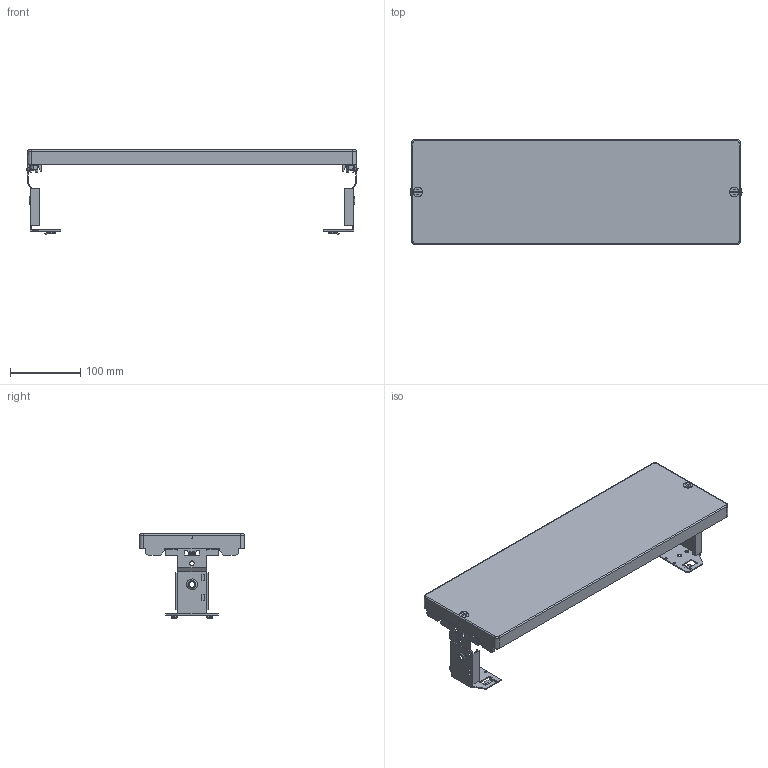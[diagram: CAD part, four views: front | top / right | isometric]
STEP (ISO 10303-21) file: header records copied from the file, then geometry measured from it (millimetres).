
FILE_DESCRIPTION((''),'2;1');
FILE_NAME('GW46427F_ASM','2021-04-09T10:10:45',('User'),('Axiro Italia'),'CREO PARAMETRIC BY PTC INC, 2020354','CREO PARAMETRIC BY PTC INC, 2020354','');
FILE_SCHEMA(('CONFIG_CONTROL_DESIGN'));
Length unit declared in the file: millimetre
Products named in the file (4): 55711006_B2XX_MOTRINA_CIECA_24M; 55718951FXXX_STAFFA_X_SUPP_GUID; STAFFE_27_ASM; GW46427F_ASM
Assembly tree (4 placements, depth 3):
  GW46427F_ASM
    55711006_B2XX_MOTRINA_CIECA_24M
    STAFFE_27_ASM
      55718951FXXX_STAFFA_X_SUPP_GUID  x2
Bounding box: 470.99 x 149 x 119.87 mm (x, y, z)
Volume: 305486.4 mm3; surface area: 229571.8 mm2
Topology: 3 solids, 3 shells, 540 faces, 1528 edges, 1006 vertices
Faces by surface type: plane 346, cylinder 136, cone 30, sphere 24, torus 4
Entity records: 12393 total; most frequent: CARTESIAN_POINT 2656, ORIENTED_EDGE 2052, DIRECTION 1949, EDGE_CURVE 1026, VECTOR 723, LINE 723, VERTEX_POINT 682, AXIS2_PLACEMENT_3D 613
